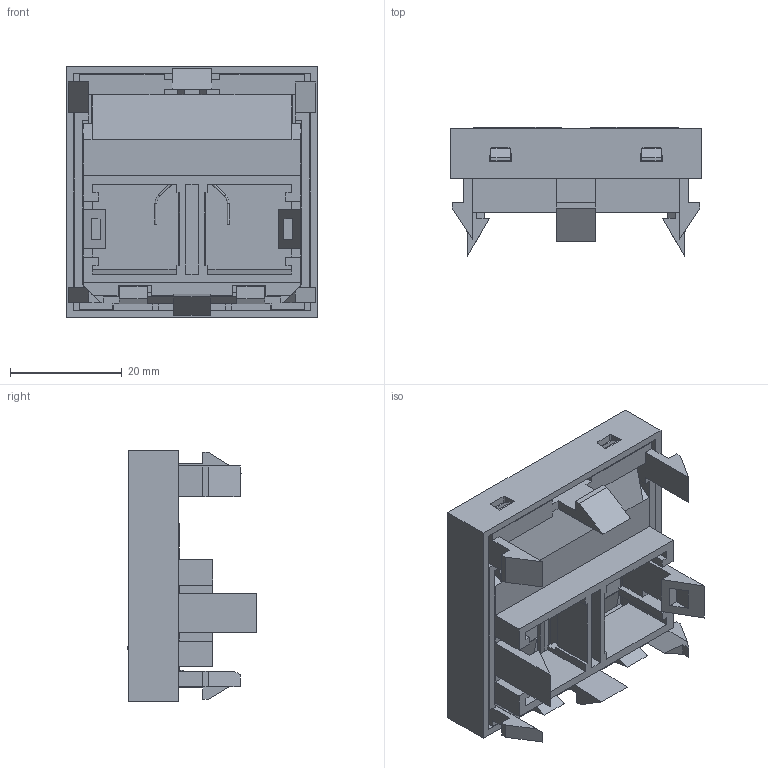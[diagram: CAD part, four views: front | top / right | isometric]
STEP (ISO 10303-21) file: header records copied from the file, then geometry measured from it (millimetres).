
FILE_DESCRIPTION (( 'STEP AP214' ), '1' );
FILE_NAME ('6119292.stp', '2017-03-14T08:54:14', ( '' ), ( '' ), 'SwSTEP 2.0', 'SolidWorks 2016', '' );
FILE_SCHEMA (( 'AUTOMOTIVE_DESIGN' ));
Length unit declared in the file: millimetre
Products named in the file (9): 042879_Standard; 021560_Standard; 021679_Standard; 021379_Standard; 018639_Standard; 014689_Standard; 014688_Standard; 014685_Standard; 6119292
Assembly tree (9 placements, depth 3):
  6119292
    021379_Standard
      014685_Standard
      014688_Standard
      014689_Standard  x2
      018639_Standard
    021679_Standard
    021560_Standard
    042879_Standard
Bounding box: 45 x 23.15 x 45 mm (x, y, z)
Volume: 11329.2 mm3; surface area: 20220.4 mm2
Topology: 8 solids, 8 shells, 513 faces, 1432 edges, 932 vertices
Faces by surface type: plane 471, cylinder 36, torus 4, bspline 2
Entity records: 16337 total; most frequent: CARTESIAN_POINT 3354, ORIENTED_EDGE 2734, DIRECTION 2427, EDGE_CURVE 1367, VECTOR 1293, LINE 1293, VERTEX_POINT 890, AXIS2_PLACEMENT_3D 567
